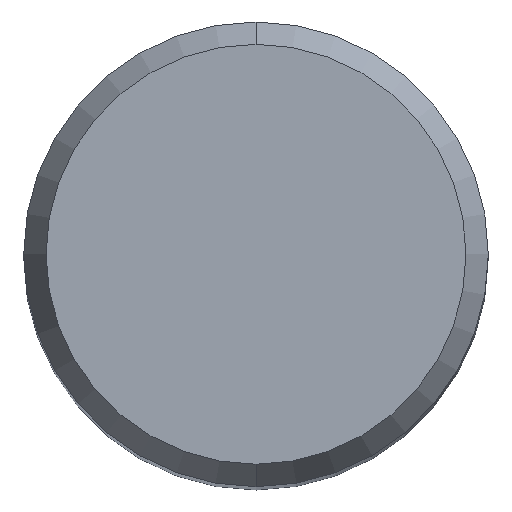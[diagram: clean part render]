
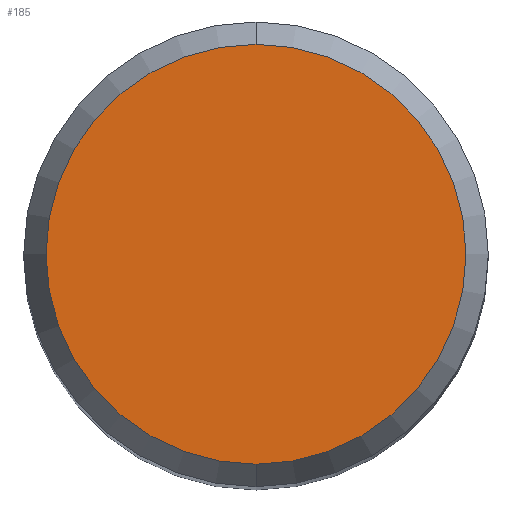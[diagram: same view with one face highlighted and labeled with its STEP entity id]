
A CAD part, top view. The second image highlights one B-rep face of the part: STEP entity #185.
In plain terms, the highlighted planar face has unit normal (0, 0, 1).
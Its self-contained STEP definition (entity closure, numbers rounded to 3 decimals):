
#107=EDGE_CURVE('',#149,#119,#237,.T.);
#109=EDGE_CURVE('',#119,#149,#239,.T.);
#119=VERTEX_POINT('',#250);
#149=VERTEX_POINT('',#284);
#185=ADVANCED_FACE('',(#324),#325,.T.);
#237=CIRCLE('',#378,4.304);
#239=CIRCLE('',#381,4.304);
#250=CARTESIAN_POINT('',(0.,-4.304,0.01));
#284=CARTESIAN_POINT('',(0.0,4.304,0.01));
#324=FACE_OUTER_BOUND('',#485,.T.);
#325=PLANE('',#486);
#378=AXIS2_PLACEMENT_3D('',#531,#532,#533);
#381=AXIS2_PLACEMENT_3D('',#534,#535,#536);
#485=EDGE_LOOP('',(#639,#640));
#486=AXIS2_PLACEMENT_3D('',#641,#642,#643);
#531=CARTESIAN_POINT('',(0.0,0.0,0.01));
#532=DIRECTION('',(0.0,0.0,-1.0));
#533=DIRECTION('',(0.0,1.0,0.0));
#534=CARTESIAN_POINT('',(0.0,0.0,0.01));
#535=DIRECTION('',(0.0,0.0,-1.0));
#536=DIRECTION('',(0.0,1.0,0.0));
#639=ORIENTED_EDGE('',*,*,#107,.F.);
#640=ORIENTED_EDGE('',*,*,#109,.F.);
#641=CARTESIAN_POINT('',(0.0,2.152,0.01));
#642=DIRECTION('',(-0.0,0.0,1.0));
#643=DIRECTION('',(0.0,-1.0,0.0));
